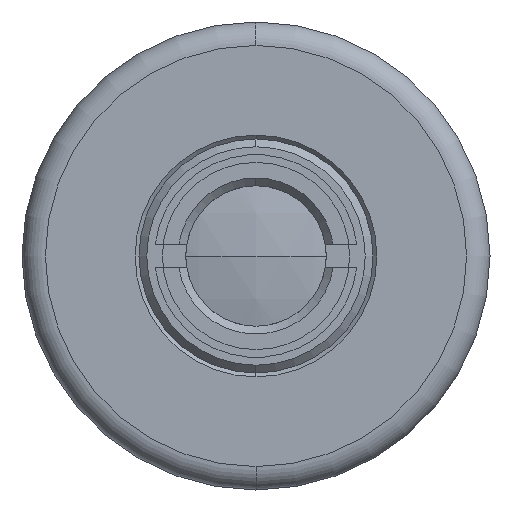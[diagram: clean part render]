
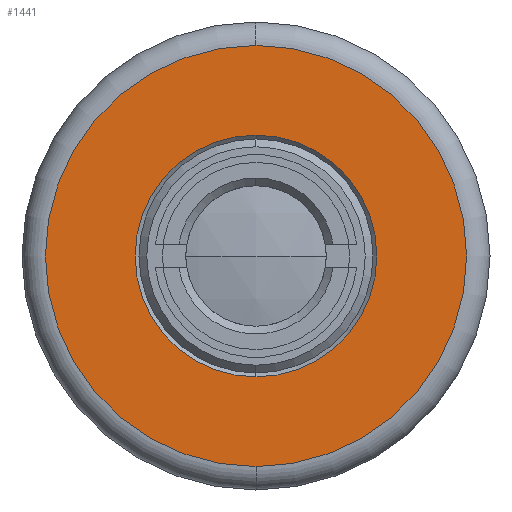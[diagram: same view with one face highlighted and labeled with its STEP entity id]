
A CAD part, left-side view. The second image highlights one B-rep face of the part: STEP entity #1441.
In plain terms, the highlighted planar face has unit normal (-1, 0, 0).
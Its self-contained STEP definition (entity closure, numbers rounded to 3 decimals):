
#13 = FACE_OUTER_BOUND ( 'NONE', #403, .T. ) ;
#101 = DIRECTION ( 'NONE',  ( 1., 0., 0. ) ) ;
#238 = VERTEX_POINT ( 'NONE', #298 ) ;
#296 = DIRECTION ( 'NONE',  ( 0., 0., -1. ) ) ;
#298 = CARTESIAN_POINT ( 'NONE',  ( 169.131, 0., 13.5 ) ) ;
#340 = CARTESIAN_POINT ( 'NONE',  ( 169.131, 7.25, 0. ) ) ;
#355 = CIRCLE ( 'NONE', #1222, 13.5 ) ;
#389 = VERTEX_POINT ( 'NONE', #999 ) ;
#403 = EDGE_LOOP ( 'NONE', ( #1060, #621 ) ) ;
#415 = EDGE_LOOP ( 'NONE', ( #1151, #1371 ) ) ;
#418 = DIRECTION ( 'NONE',  ( 1., 0., 0. ) ) ;
#465 = DIRECTION ( 'NONE',  ( 0., 0., -1. ) ) ;
#487 = EDGE_CURVE ( 'NONE', #1138, #571, #560, .T. ) ;
#493 = CIRCLE ( 'NONE', #1345, 13.5 ) ;
#533 = CIRCLE ( 'NONE', #1019, 7.75 ) ;
#547 = EDGE_CURVE ( 'NONE', #571, #1138, #533, .T. ) ;
#560 = CIRCLE ( 'NONE', #967, 7.75 ) ;
#569 = CARTESIAN_POINT ( 'NONE',  ( 169.131, 0., 7.75 ) ) ;
#571 = VERTEX_POINT ( 'NONE', #569 ) ;
#582 = DIRECTION ( 'NONE',  ( -1., 0., 0. ) ) ;
#621 = ORIENTED_EDGE ( 'NONE', *, *, #1423, .T. ) ;
#626 = CARTESIAN_POINT ( 'NONE',  ( 169.131, 0., -7.75 ) ) ;
#649 = DIRECTION ( 'NONE',  ( 0., 0., -1. ) ) ;
#683 = DIRECTION ( 'NONE',  ( 1., 0., 0. ) ) ;
#684 = CARTESIAN_POINT ( 'NONE',  ( 169.131, 0., 0. ) ) ;
#691 = CARTESIAN_POINT ( 'NONE',  ( 169.131, 0., 0. ) ) ;
#848 = EDGE_CURVE ( 'NONE', #389, #238, #355, .T. ) ;
#900 = AXIS2_PLACEMENT_3D ( 'NONE', #340, #101, #465 ) ;
#967 = AXIS2_PLACEMENT_3D ( 'NONE', #1241, #418, #296 ) ;
#999 = CARTESIAN_POINT ( 'NONE',  ( 169.131, 0., -13.5 ) ) ;
#1019 = AXIS2_PLACEMENT_3D ( 'NONE', #691, #683, #1022 ) ;
#1022 = DIRECTION ( 'NONE',  ( 0., 0., -1. ) ) ;
#1049 = DIRECTION ( 'NONE',  ( 0., 0., -1. ) ) ;
#1060 = ORIENTED_EDGE ( 'NONE', *, *, #848, .T. ) ;
#1105 = CARTESIAN_POINT ( 'NONE',  ( 169.131, 0., 0. ) ) ;
#1138 = VERTEX_POINT ( 'NONE', #626 ) ;
#1151 = ORIENTED_EDGE ( 'NONE', *, *, #547, .T. ) ;
#1222 = AXIS2_PLACEMENT_3D ( 'NONE', #1105, #1344, #649 ) ;
#1241 = CARTESIAN_POINT ( 'NONE',  ( 169.131, 0., 0. ) ) ;
#1277 = PLANE ( 'NONE',  #900 ) ;
#1344 = DIRECTION ( 'NONE',  ( -1., 0., 0. ) ) ;
#1345 = AXIS2_PLACEMENT_3D ( 'NONE', #684, #582, #1049 ) ;
#1370 = FACE_BOUND ( 'NONE', #415, .T. ) ;
#1371 = ORIENTED_EDGE ( 'NONE', *, *, #487, .T. ) ;
#1423 = EDGE_CURVE ( 'NONE', #238, #389, #493, .T. ) ;
#1441 = ADVANCED_FACE ( 'NONE', ( #13, #1370 ), #1277, .F. ) ;
